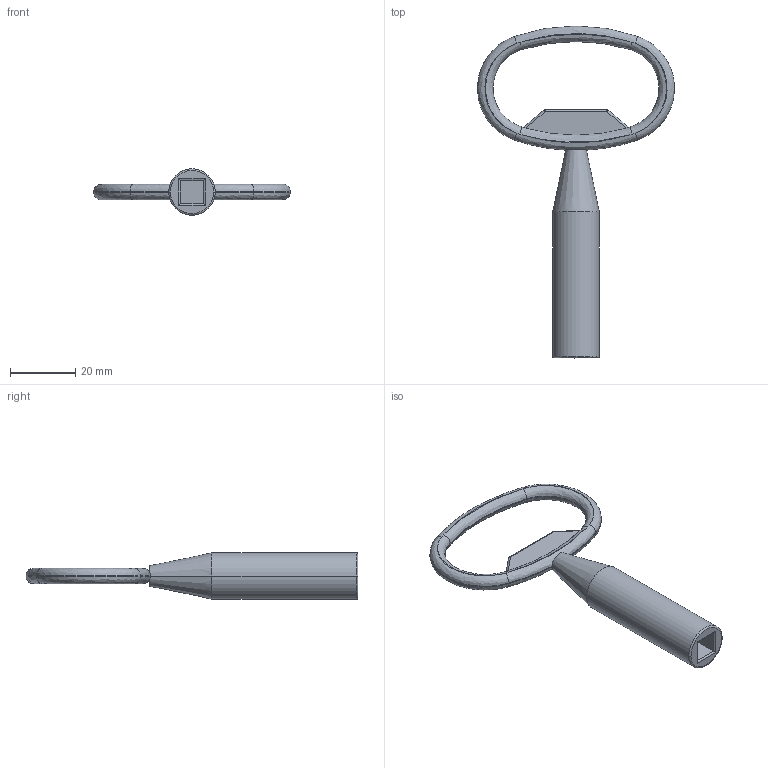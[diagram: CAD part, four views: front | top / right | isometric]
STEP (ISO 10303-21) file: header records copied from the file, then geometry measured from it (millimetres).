
FILE_DESCRIPTION (( 'STEP AP214' ), '1' );
FILE_NAME ('101695.STEP', '2021-01-13T12:41:29', ( '' ), ( '' ), 'SwSTEP 2.0', 'SolidWorks 2019', '' );
FILE_SCHEMA (( 'AUTOMOTIVE_DESIGN' ));
Length unit declared in the file: inch
Products named in the file (1): 101695
Bounding box: 60.21 x 101.6 x 14.22 mm (x, y, z)
Volume: 10746.4 mm3; surface area: 5869 mm2
Topology: 1 solids, 1 shells, 69 faces, 168 edges, 100 vertices
Faces by surface type: cylinder 24, bspline 22, plane 21, cone 2
Entity records: 2749 total; most frequent: CARTESIAN_POINT 1325, ORIENTED_EDGE 336, DIRECTION 233, EDGE_CURVE 168, VERTEX_POINT 100, AXIS2_PLACEMENT_3D 96, EDGE_LOOP 70, ADVANCED_FACE 69
